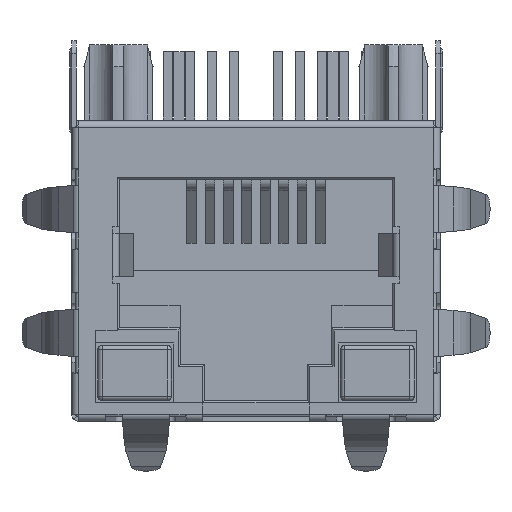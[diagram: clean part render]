
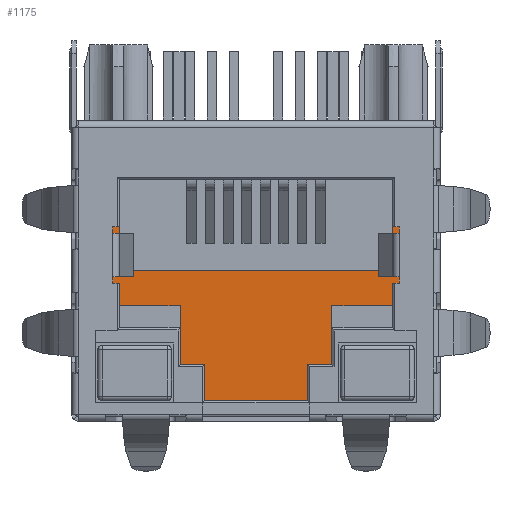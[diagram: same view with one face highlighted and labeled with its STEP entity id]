
A CAD part, front view. The second image highlights one B-rep face of the part: STEP entity #1175.
In plain terms, the highlighted planar face has unit normal (0, -1, 0).
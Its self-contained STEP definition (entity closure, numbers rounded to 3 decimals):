
#1175 = ADVANCED_FACE( '', ( #3038 ), #3039, .T. );
#3038 = FACE_OUTER_BOUND( '', #5735, .T. );
#3039 = PLANE( '', #5736 );
#5735 = EDGE_LOOP( '', ( #9650, #9651, #9652, #9653, #9654, #9655, #9656, #9657, #9658, #9659, #9660, #9661, #9662, #9663, #9664, #9665 ) );
#5736 = AXIS2_PLACEMENT_3D( '', #9666, #9667, #9668 );
#9650 = ORIENTED_EDGE( '', *, *, #16877, .T. );
#9651 = ORIENTED_EDGE( '', *, *, #16878, .T. );
#9652 = ORIENTED_EDGE( '', *, *, #16879, .T. );
#9653 = ORIENTED_EDGE( '', *, *, #16880, .T. );
#9654 = ORIENTED_EDGE( '', *, *, #16881, .T. );
#9655 = ORIENTED_EDGE( '', *, *, #16882, .T. );
#9656 = ORIENTED_EDGE( '', *, *, #16883, .T. );
#9657 = ORIENTED_EDGE( '', *, *, #16884, .T. );
#9658 = ORIENTED_EDGE( '', *, *, #16885, .F. );
#9659 = ORIENTED_EDGE( '', *, *, #16886, .F. );
#9660 = ORIENTED_EDGE( '', *, *, #16887, .F. );
#9661 = ORIENTED_EDGE( '', *, *, #16888, .T. );
#9662 = ORIENTED_EDGE( '', *, *, #16889, .T. );
#9663 = ORIENTED_EDGE( '', *, *, #16890, .T. );
#9664 = ORIENTED_EDGE( '', *, *, #16891, .T. );
#9665 = ORIENTED_EDGE( '', *, *, #16892, .F. );
#9666 = CARTESIAN_POINT( '', ( -6.31, -5.41, 4.235 ) );
#9667 = DIRECTION( '', ( 0., -1., 0. ) );
#9668 = DIRECTION( '', ( 0., 0., -1. ) );
#16877 = EDGE_CURVE( '', #20415, #20416, #20417, .T. );
#16878 = EDGE_CURVE( '', #20416, #20418, #20419, .T. );
#16879 = EDGE_CURVE( '', #20418, #20420, #20421, .T. );
#16880 = EDGE_CURVE( '', #20420, #20422, #20423, .T. );
#16881 = EDGE_CURVE( '', #20422, #20424, #20425, .T. );
#16882 = EDGE_CURVE( '', #20424, #20426, #20427, .T. );
#16883 = EDGE_CURVE( '', #20426, #20428, #20429, .T. );
#16884 = EDGE_CURVE( '', #20428, #20430, #20431, .T. );
#16885 = EDGE_CURVE( '', #20432, #20430, #20433, .T. );
#16886 = EDGE_CURVE( '', #20434, #20432, #20435, .T. );
#16887 = EDGE_CURVE( '', #20436, #20434, #20437, .T. );
#16888 = EDGE_CURVE( '', #20436, #20438, #20439, .T. );
#16889 = EDGE_CURVE( '', #20438, #20440, #20441, .T. );
#16890 = EDGE_CURVE( '', #20440, #20442, #20443, .T. );
#16891 = EDGE_CURVE( '', #20442, #20444, #20445, .T. );
#16892 = EDGE_CURVE( '', #20415, #20444, #20446, .T. );
#20415 = VERTEX_POINT( '', #25354 );
#20416 = VERTEX_POINT( '', #25355 );
#20417 = LINE( '', #25356, #25357 );
#20418 = VERTEX_POINT( '', #25358 );
#20419 = LINE( '', #25359, #25360 );
#20420 = VERTEX_POINT( '', #25361 );
#20421 = LINE( '', #25362, #25363 );
#20422 = VERTEX_POINT( '', #25364 );
#20423 = LINE( '', #25365, #25366 );
#20424 = VERTEX_POINT( '', #25367 );
#20425 = LINE( '', #25368, #25369 );
#20426 = VERTEX_POINT( '', #25370 );
#20427 = LINE( '', #25371, #25372 );
#20428 = VERTEX_POINT( '', #25373 );
#20429 = LINE( '', #25374, #25375 );
#20430 = VERTEX_POINT( '', #25376 );
#20431 = LINE( '', #25377, #25378 );
#20432 = VERTEX_POINT( '', #25379 );
#20433 = LINE( '', #25380, #25381 );
#20434 = VERTEX_POINT( '', #25382 );
#20435 = LINE( '', #25383, #25384 );
#20436 = VERTEX_POINT( '', #25385 );
#20437 = LINE( '', #25386, #25387 );
#20438 = VERTEX_POINT( '', #25388 );
#20439 = LINE( '', #25389, #25390 );
#20440 = VERTEX_POINT( '', #25391 );
#20441 = LINE( '', #25392, #25393 );
#20442 = VERTEX_POINT( '', #25394 );
#20443 = LINE( '', #25395, #25396 );
#20444 = VERTEX_POINT( '', #25397 );
#20445 = LINE( '', #25398, #25399 );
#20446 = LINE( '', #25400, #25401 );
#25354 = CARTESIAN_POINT( '', ( -3.5, -5.41, -1.595 ) );
#25355 = CARTESIAN_POINT( '', ( -3.5, -5.41, -5.985 ) );
#25356 = CARTESIAN_POINT( '', ( -3.5, -5.41, -2.625 ) );
#25357 = VECTOR( '', #31053, 1000. );
#25358 = CARTESIAN_POINT( '', ( 3.5, -5.41, -5.985 ) );
#25359 = CARTESIAN_POINT( '', ( -2.36, -5.41, -5.985 ) );
#25360 = VECTOR( '', #31054, 1000. );
#25361 = CARTESIAN_POINT( '', ( 3.5, -5.41, -1.595 ) );
#25362 = CARTESIAN_POINT( '', ( 3.5, -5.41, -4.305 ) );
#25363 = VECTOR( '', #31055, 1000. );
#25364 = CARTESIAN_POINT( '', ( 6.31, -5.41, -1.595 ) );
#25365 = CARTESIAN_POINT( '', ( -6.31, -5.41, -1.595 ) );
#25366 = VECTOR( '', #31056, 1000. );
#25367 = CARTESIAN_POINT( '', ( 6.31, -5.41, -0.565 ) );
#25368 = CARTESIAN_POINT( '', ( 6.31, -5.41, -2.625 ) );
#25369 = VECTOR( '', #31057, 1000. );
#25370 = CARTESIAN_POINT( '', ( 7.71, -5.41, -0.565 ) );
#25371 = CARTESIAN_POINT( '', ( 6.31, -5.41, -0.565 ) );
#25372 = VECTOR( '', #31058, 1000. );
#25373 = CARTESIAN_POINT( '', ( 7.71, -5.41, 2.035 ) );
#25374 = CARTESIAN_POINT( '', ( 7.71, -5.41, -0.565 ) );
#25375 = VECTOR( '', #31059, 1000. );
#25376 = CARTESIAN_POINT( '', ( 6.31, -5.41, 2.035 ) );
#25377 = CARTESIAN_POINT( '', ( 7.71, -5.41, 2.035 ) );
#25378 = VECTOR( '', #31060, 1000. );
#25379 = CARTESIAN_POINT( '', ( 6.31, -5.41, 0. ) );
#25380 = CARTESIAN_POINT( '', ( 6.31, -5.41, 4.235 ) );
#25381 = VECTOR( '', #31061, 1000. );
#25382 = CARTESIAN_POINT( '', ( -6.31, -5.41, 0. ) );
#25383 = CARTESIAN_POINT( '', ( -6.31, -5.41, 0. ) );
#25384 = VECTOR( '', #31062, 1000. );
#25385 = CARTESIAN_POINT( '', ( -6.31, -5.41, 2.035 ) );
#25386 = CARTESIAN_POINT( '', ( -6.31, -5.41, 4.235 ) );
#25387 = VECTOR( '', #31063, 1000. );
#25388 = CARTESIAN_POINT( '', ( -7.71, -5.41, 2.035 ) );
#25389 = CARTESIAN_POINT( '', ( -6.31, -5.41, 2.035 ) );
#25390 = VECTOR( '', #31064, 1000. );
#25391 = CARTESIAN_POINT( '', ( -7.71, -5.41, -0.565 ) );
#25392 = CARTESIAN_POINT( '', ( -7.71, -5.41, 2.035 ) );
#25393 = VECTOR( '', #31065, 1000. );
#25394 = CARTESIAN_POINT( '', ( -6.31, -5.41, -0.565 ) );
#25395 = CARTESIAN_POINT( '', ( -7.71, -5.41, -0.565 ) );
#25396 = VECTOR( '', #31066, 1000. );
#25397 = CARTESIAN_POINT( '', ( -6.31, -5.41, -1.595 ) );
#25398 = CARTESIAN_POINT( '', ( -6.31, -5.41, -0.565 ) );
#25399 = VECTOR( '', #31067, 1000. );
#25400 = CARTESIAN_POINT( '', ( -6.31, -5.41, -1.595 ) );
#25401 = VECTOR( '', #31068, 1000. );
#31053 = DIRECTION( '', ( 0., 0., -1. ) );
#31054 = DIRECTION( '', ( 1., 0., 0. ) );
#31055 = DIRECTION( '', ( 0., 0., 1. ) );
#31056 = DIRECTION( '', ( 1., 0., 0. ) );
#31057 = DIRECTION( '', ( 0., 0., 1. ) );
#31058 = DIRECTION( '', ( 1., 0., 0. ) );
#31059 = DIRECTION( '', ( 0., 0., 1. ) );
#31060 = DIRECTION( '', ( -1., 0., 0. ) );
#31061 = DIRECTION( '', ( 0., 0., 1. ) );
#31062 = DIRECTION( '', ( 1., 0., 0. ) );
#31063 = DIRECTION( '', ( 0., 0., -1. ) );
#31064 = DIRECTION( '', ( -1., 0., 0. ) );
#31065 = DIRECTION( '', ( 0., 0., -1. ) );
#31066 = DIRECTION( '', ( 1., 0., 0. ) );
#31067 = DIRECTION( '', ( 0., 0., -1. ) );
#31068 = DIRECTION( '', ( -1., 0., 0. ) );
